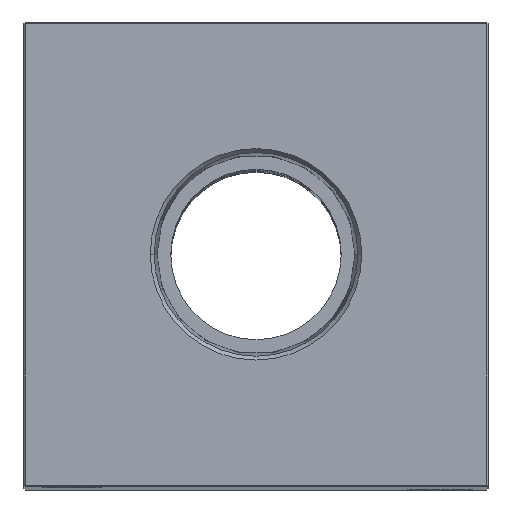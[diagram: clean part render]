
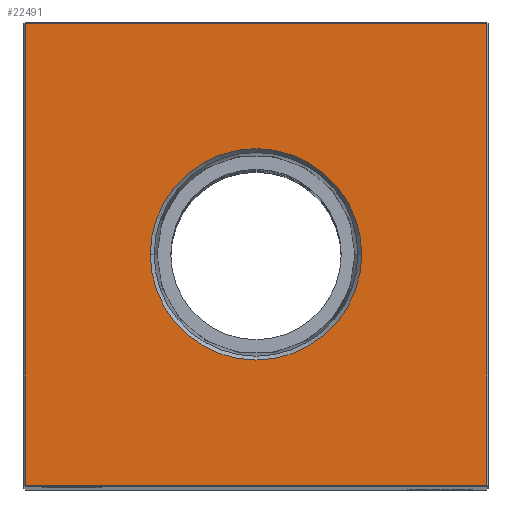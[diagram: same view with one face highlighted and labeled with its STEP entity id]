
A CAD part, top view. The second image highlights one B-rep face of the part: STEP entity #22491.
In plain terms, the highlighted planar face has unit normal (0, 0, 1).
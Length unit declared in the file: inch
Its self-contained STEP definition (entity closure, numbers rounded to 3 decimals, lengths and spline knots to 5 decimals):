
#704 = CARTESIAN_POINT ( 'NONE',  ( -0.68248, 0., 12.25 ) ) ;
#789 = DIRECTION ( 'NONE',  ( 0., 0., 1. ) ) ;
#1206 = DIRECTION ( 'NONE',  ( 1., 0., 0. ) ) ;
#1421 = CARTESIAN_POINT ( 'NONE',  ( 1.49, 1.49, 12.25 ) ) ;
#1736 = EDGE_LOOP ( 'NONE', ( #20426, #13684 ) ) ;
#2092 = LINE ( 'NONE', #11845, #19593 ) ;
#3664 = DIRECTION ( 'NONE',  ( -1., 0., 0. ) ) ;
#4136 = DIRECTION ( 'NONE',  ( 0., 0., -1. ) ) ;
#5534 = DIRECTION ( 'NONE',  ( 0., 0., 1. ) ) ;
#6832 = EDGE_CURVE ( 'NONE', #15199, #19192, #25587, .T. ) ;
#6978 = CIRCLE ( 'NONE', #18758, 0.68248 ) ;
#9180 = VERTEX_POINT ( 'NONE', #1421 ) ;
#9421 = CARTESIAN_POINT ( 'NONE',  ( -1.49, 0., 12.25 ) ) ;
#9918 = CARTESIAN_POINT ( 'NONE',  ( 0., -1.49, 12.25 ) ) ;
#10051 = CARTESIAN_POINT ( 'NONE',  ( 1.49, -1.49, 12.25 ) ) ;
#10091 = FACE_OUTER_BOUND ( 'NONE', #21703, .T. ) ;
#10786 = ORIENTED_EDGE ( 'NONE', *, *, #19724, .T. ) ;
#11040 = ORIENTED_EDGE ( 'NONE', *, *, #6832, .T. ) ;
#11845 = CARTESIAN_POINT ( 'NONE',  ( 0., 1.49, 12.25 ) ) ;
#12190 = CARTESIAN_POINT ( 'NONE',  ( 1.49, 0., 12.25 ) ) ;
#12317 = DIRECTION ( 'NONE',  ( 0., 1., 0. ) ) ;
#12852 = EDGE_CURVE ( 'NONE', #17458, #25404, #22484, .T. ) ;
#12875 = DIRECTION ( 'NONE',  ( 0., -1., 0. ) ) ;
#13271 = VECTOR ( 'NONE', #12317, 39.37008 ) ;
#13684 = ORIENTED_EDGE ( 'NONE', *, *, #15588, .F. ) ;
#14418 = FACE_BOUND ( 'NONE', #1736, .T. ) ;
#14543 = CARTESIAN_POINT ( 'NONE',  ( 0., 0., 12.25 ) ) ;
#15026 = DIRECTION ( 'NONE',  ( 1., 0., 0. ) ) ;
#15199 = VERTEX_POINT ( 'NONE', #23122 ) ;
#15241 = ORIENTED_EDGE ( 'NONE', *, *, #17316, .T. ) ;
#15254 = VERTEX_POINT ( 'NONE', #21019 ) ;
#15588 = EDGE_CURVE ( 'NONE', #25404, #17458, #6978, .T. ) ;
#16057 = EDGE_CURVE ( 'NONE', #9180, #15254, #2092, .T. ) ;
#16475 = CARTESIAN_POINT ( 'NONE',  ( 0., 0., 12.25 ) ) ;
#17316 = EDGE_CURVE ( 'NONE', #15254, #15199, #23254, .T. ) ;
#17458 = VERTEX_POINT ( 'NONE', #23579 ) ;
#17562 = DIRECTION ( 'NONE',  ( 1., 0., 0. ) ) ;
#17794 = VECTOR ( 'NONE', #17562, 39.37008 ) ;
#18758 = AXIS2_PLACEMENT_3D ( 'NONE', #23477, #5534, #1206 ) ;
#19192 = VERTEX_POINT ( 'NONE', #10051 ) ;
#19593 = VECTOR ( 'NONE', #3664, 39.37008 ) ;
#19724 = EDGE_CURVE ( 'NONE', #19192, #9180, #20083, .T. ) ;
#20078 = AXIS2_PLACEMENT_3D ( 'NONE', #14543, #4136, #24315 ) ;
#20083 = LINE ( 'NONE', #12190, #13271 ) ;
#20426 = ORIENTED_EDGE ( 'NONE', *, *, #12852, .F. ) ;
#21019 = CARTESIAN_POINT ( 'NONE',  ( -1.49, 1.49, 12.25 ) ) ;
#21703 = EDGE_LOOP ( 'NONE', ( #15241, #11040, #10786, #22752 ) ) ;
#22484 = CIRCLE ( 'NONE', #25437, 0.68248 ) ;
#22491 = ADVANCED_FACE ( 'NONE', ( #10091, #14418 ), #22718, .F. ) ;
#22571 = VECTOR ( 'NONE', #12875, 39.37008 ) ;
#22718 = PLANE ( 'NONE',  #20078 ) ;
#22752 = ORIENTED_EDGE ( 'NONE', *, *, #16057, .T. ) ;
#23122 = CARTESIAN_POINT ( 'NONE',  ( -1.49, -1.49, 12.25 ) ) ;
#23254 = LINE ( 'NONE', #9421, #22571 ) ;
#23477 = CARTESIAN_POINT ( 'NONE',  ( 0., 0., 12.25 ) ) ;
#23579 = CARTESIAN_POINT ( 'NONE',  ( 0.68248, 0., 12.25 ) ) ;
#24315 = DIRECTION ( 'NONE',  ( -1., 0., 0. ) ) ;
#25404 = VERTEX_POINT ( 'NONE', #704 ) ;
#25437 = AXIS2_PLACEMENT_3D ( 'NONE', #16475, #789, #15026 ) ;
#25587 = LINE ( 'NONE', #9918, #17794 ) ;
